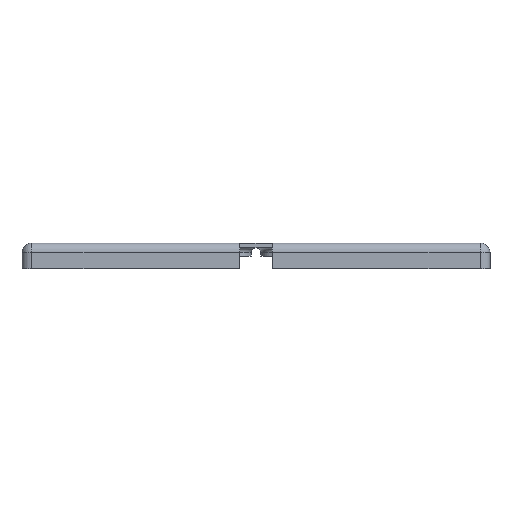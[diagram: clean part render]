
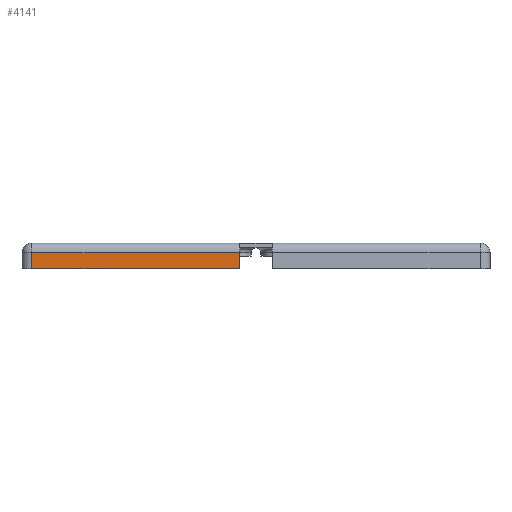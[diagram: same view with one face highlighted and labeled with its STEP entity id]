
A CAD part, left-side view. The second image highlights one B-rep face of the part: STEP entity #4141.
In plain terms, the highlighted planar face has unit normal (-1, 0, 0).
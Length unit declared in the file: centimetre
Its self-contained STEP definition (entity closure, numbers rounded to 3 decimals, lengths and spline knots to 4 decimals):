
#539=FACE_OUTER_BOUND('',#807,.T.);
#807=EDGE_LOOP('',(#2872,#2873,#2874,#2875));
#1087=LINE('',#6564,#1415);
#1111=LINE('',#6626,#1439);
#1138=LINE('',#6692,#1466);
#1139=LINE('',#6693,#1467);
#1415=VECTOR('',#5063,10.);
#1439=VECTOR('',#5127,10.);
#1466=VECTOR('',#5190,10.);
#1467=VECTOR('',#5191,10.);
#1748=VERTEX_POINT('',#6558);
#1750=VERTEX_POINT('',#6562);
#1768=VERTEX_POINT('',#6625);
#1789=VERTEX_POINT('',#6691);
#2127=EDGE_CURVE('',#1750,#1748,#1087,.T.);
#2158=EDGE_CURVE('',#1768,#1748,#1111,.T.);
#2192=EDGE_CURVE('',#1789,#1750,#1138,.T.);
#2193=EDGE_CURVE('',#1789,#1768,#1139,.T.);
#2872=ORIENTED_EDGE('',*,*,#2158,.T.);
#2873=ORIENTED_EDGE('',*,*,#2127,.F.);
#2874=ORIENTED_EDGE('',*,*,#2192,.F.);
#2875=ORIENTED_EDGE('',*,*,#2193,.T.);
#4016=PLANE('',#4446);
#4141=ADVANCED_FACE('',(#539),#4016,.T.);
#4446=AXIS2_PLACEMENT_3D('',#6690,#5188,#5189);
#5063=DIRECTION('',(0.,-1.,0.));
#5127=DIRECTION('',(0.,0.,1.));
#5188=DIRECTION('center_axis',(-1.,0.,0.));
#5189=DIRECTION('ref_axis',(0.,-1.,0.));
#5190=DIRECTION('',(0.,0.,1.));
#5191=DIRECTION('',(0.,-1.,0.));
#6558=CARTESIAN_POINT('',(-45.6359,178.4348,-1.5));
#6562=CARTESIAN_POINT('',(-45.6359,242.4348,-1.5));
#6564=CARTESIAN_POINT('',(-45.6359,207.9348,-1.5));
#6625=CARTESIAN_POINT('',(-45.6359,178.4348,-6.5));
#6626=CARTESIAN_POINT('',(-45.6359,178.4348,-4.));
#6690=CARTESIAN_POINT('Origin',(-45.6359,242.4348,-6.5));
#6691=CARTESIAN_POINT('',(-45.6359,242.4348,-6.5));
#6692=CARTESIAN_POINT('',(-45.6359,242.4348,-6.5));
#6693=CARTESIAN_POINT('',(-45.6359,242.4348,-6.5));
